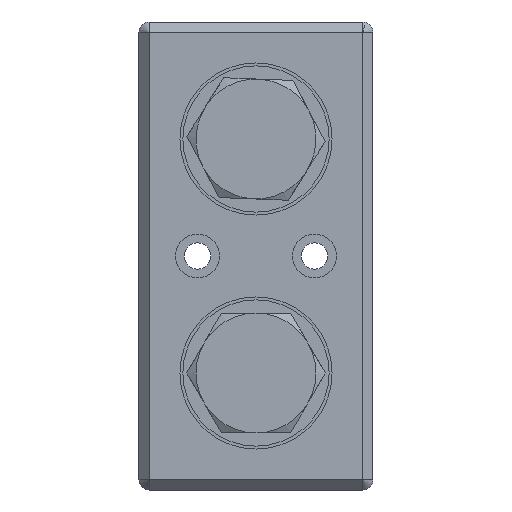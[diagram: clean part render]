
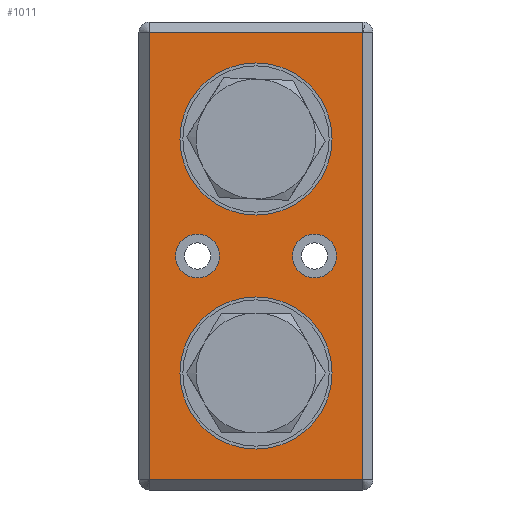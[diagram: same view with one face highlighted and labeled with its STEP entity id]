
A CAD part, front view. The second image highlights one B-rep face of the part: STEP entity #1011.
In plain terms, the highlighted face is planar.
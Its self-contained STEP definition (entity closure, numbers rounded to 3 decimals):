
#60=LINE('',#1604,#114);
#66=LINE('',#1620,#120);
#70=LINE('',#1627,#124);
#74=LINE('',#1638,#128);
#114=VECTOR('',#1279,153.);
#120=VECTOR('',#1295,73.);
#124=VECTOR('',#1301,73.);
#128=VECTOR('',#1315,153.);
#206=PLANE('',#1111);
#241=FACE_BOUND('',#382,.T.);
#242=FACE_BOUND('',#383,.T.);
#243=FACE_BOUND('',#384,.T.);
#244=FACE_BOUND('',#385,.T.);
#296=FACE_OUTER_BOUND('',#381,.T.);
#381=EDGE_LOOP('',(#806,#807,#808,#809));
#382=EDGE_LOOP('',(#810));
#383=EDGE_LOOP('',(#811));
#384=EDGE_LOOP('',(#812));
#385=EDGE_LOOP('',(#813));
#473=CIRCLE('',#1112,26.);
#474=CIRCLE('',#1113,26.);
#475=CIRCLE('',#1114,7.5);
#476=CIRCLE('',#1115,7.5);
#529=VERTEX_POINT('',#1601);
#530=VERTEX_POINT('',#1603);
#535=VERTEX_POINT('',#1618);
#536=VERTEX_POINT('',#1623);
#545=VERTEX_POINT('',#1658);
#546=VERTEX_POINT('',#1660);
#547=VERTEX_POINT('',#1662);
#548=VERTEX_POINT('',#1664);
#618=EDGE_CURVE('',#529,#530,#60,.T.);
#626=EDGE_CURVE('',#535,#529,#66,.T.);
#630=EDGE_CURVE('',#530,#536,#70,.T.);
#636=EDGE_CURVE('',#536,#535,#74,.T.);
#646=EDGE_CURVE('',#545,#545,#473,.T.);
#647=EDGE_CURVE('',#546,#546,#474,.T.);
#648=EDGE_CURVE('',#547,#547,#475,.T.);
#649=EDGE_CURVE('',#548,#548,#476,.T.);
#806=ORIENTED_EDGE('',*,*,#618,.F.);
#807=ORIENTED_EDGE('',*,*,#626,.F.);
#808=ORIENTED_EDGE('',*,*,#636,.F.);
#809=ORIENTED_EDGE('',*,*,#630,.F.);
#810=ORIENTED_EDGE('',*,*,#646,.T.);
#811=ORIENTED_EDGE('',*,*,#647,.T.);
#812=ORIENTED_EDGE('',*,*,#648,.T.);
#813=ORIENTED_EDGE('',*,*,#649,.T.);
#1011=ADVANCED_FACE('',(#296,#241,#242,#243,#244),#206,.T.);
#1111=AXIS2_PLACEMENT_3D('',#1657,#1335,#1336);
#1112=AXIS2_PLACEMENT_3D('',#1659,#1337,#1338);
#1113=AXIS2_PLACEMENT_3D('',#1661,#1339,#1340);
#1114=AXIS2_PLACEMENT_3D('',#1663,#1341,#1342);
#1115=AXIS2_PLACEMENT_3D('',#1665,#1343,#1344);
#1279=DIRECTION('',(-1.,0.,0.));
#1295=DIRECTION('',(0.,-1.,0.));
#1301=DIRECTION('',(0.,1.,0.));
#1315=DIRECTION('',(1.,0.,0.));
#1335=DIRECTION('center_axis',(0.,0.,1.));
#1336=DIRECTION('ref_axis',(1.,0.,0.));
#1337=DIRECTION('center_axis',(0.,0.,-1.));
#1338=DIRECTION('ref_axis',(1.,0.,0.));
#1339=DIRECTION('center_axis',(0.,0.,-1.));
#1340=DIRECTION('ref_axis',(1.,0.,0.));
#1341=DIRECTION('center_axis',(0.,0.,-1.));
#1342=DIRECTION('ref_axis',(1.,0.,0.));
#1343=DIRECTION('center_axis',(0.,0.,-1.));
#1344=DIRECTION('ref_axis',(1.,0.,0.));
#1601=CARTESIAN_POINT('',(76.5,-36.5,7.5));
#1603=CARTESIAN_POINT('',(-76.5,-36.5,7.5));
#1604=CARTESIAN_POINT('',(40.,-36.5,7.5));
#1618=CARTESIAN_POINT('',(76.5,36.5,7.5));
#1620=CARTESIAN_POINT('',(76.5,20.,7.5));
#1623=CARTESIAN_POINT('',(-76.5,36.5,7.5));
#1627=CARTESIAN_POINT('',(-76.5,-20.,7.5));
#1638=CARTESIAN_POINT('',(-40.,36.5,7.5));
#1657=CARTESIAN_POINT('Origin',(0.,0.,
7.5));
#1658=CARTESIAN_POINT('',(66.,0.,7.5));
#1659=CARTESIAN_POINT('Origin',(40.,0.,7.5));
#1660=CARTESIAN_POINT('',(-14.,0.,7.5));
#1661=CARTESIAN_POINT('Origin',(-40.,0.,7.5));
#1662=CARTESIAN_POINT('',(7.5,20.,7.5));
#1663=CARTESIAN_POINT('Origin',(0.,20.,7.5));
#1664=CARTESIAN_POINT('',(7.5,-20.,7.5));
#1665=CARTESIAN_POINT('Origin',(0.,-20.,7.5));
